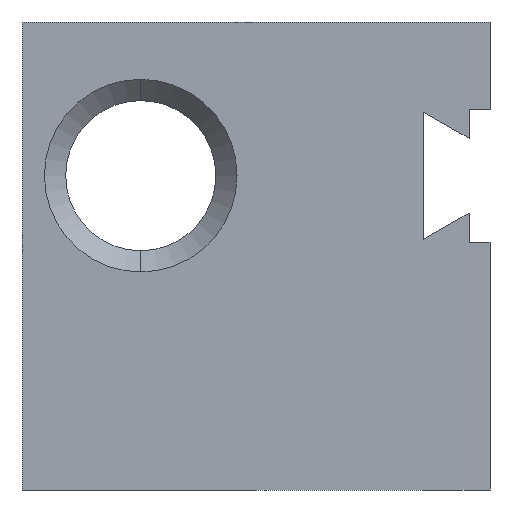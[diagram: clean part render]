
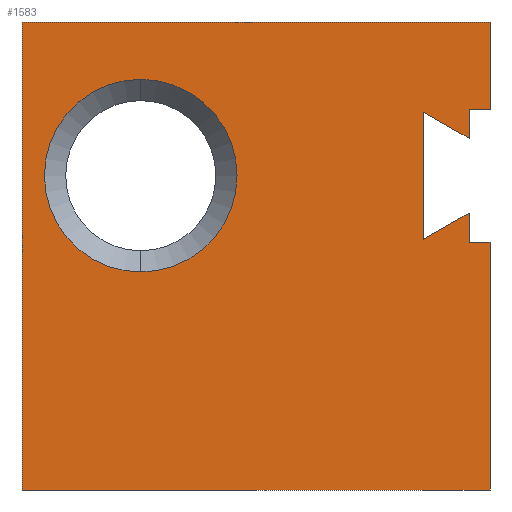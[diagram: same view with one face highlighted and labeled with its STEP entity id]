
A CAD part, left-side view. The second image highlights one B-rep face of the part: STEP entity #1583.
In plain terms, the highlighted planar face has unit normal (-1, 0, 0).
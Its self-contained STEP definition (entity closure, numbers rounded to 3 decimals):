
#35 = AXIS2_PLACEMENT_3D ( 'NONE', #1059, #1038, #1039 ) ;
#84 = FACE_BOUND ( 'NONE', #1217, .T. ) ;
#102 = FACE_OUTER_BOUND ( 'NONE', #1258, .T. ) ;
#106 = CARTESIAN_POINT ( 'NONE',  ( -33.5, 0., 21. ) ) ;
#112 = CARTESIAN_POINT ( 'NONE',  ( -33.5, 50., -2.29 ) ) ;
#114 = CARTESIAN_POINT ( 'NONE',  ( -33.5, 50., 25.29 ) ) ;
#148 = CARTESIAN_POINT ( 'NONE',  ( -33.5, 3., 2. ) ) ;
#152 = CARTESIAN_POINT ( 'NONE',  ( -33.5, 9.5, 2.4 ) ) ;
#154 = CARTESIAN_POINT ( 'NONE',  ( -33.5, 9.5, 20.6 ) ) ;
#202 = EDGE_CURVE ( 'NONE', #962, #1025, #343, .T. ) ;
#204 = EDGE_CURVE ( 'NONE', #990, #819, #494, .T. ) ;
#217 = EDGE_CURVE ( 'NONE', #819, #992, #405, .T. ) ;
#218 = EDGE_CURVE ( 'NONE', #992, #789, #420, .T. ) ;
#219 = EDGE_CURVE ( 'NONE', #975, #1022, #361, .T. ) ;
#220 = EDGE_CURVE ( 'NONE', #967, #789, #517, .T. ) ;
#221 = EDGE_CURVE ( 'NONE', #1025, #990, #402, .T. ) ;
#222 = EDGE_CURVE ( 'NONE', #808, #962, #515, .T. ) ;
#223 = EDGE_CURVE ( 'NONE', #843, #957, #472, .T. ) ;
#224 = EDGE_CURVE ( 'NONE', #957, #865, #386, .T. ) ;
#225 = EDGE_CURVE ( 'NONE', #978, #865, #503, .T. ) ;
#226 = EDGE_CURVE ( 'NONE', #978, #808, #471, .T. ) ;
#231 = EDGE_CURVE ( 'NONE', #843, #967, #467, .T. ) ;
#256 = AXIS2_PLACEMENT_3D ( 'NONE', #1120, #1117, #1093 ) ;
#300 = EDGE_CURVE ( 'NONE', #1022, #975, #388, .T. ) ;
#343 = LINE ( 'NONE', #1467, #487 ) ;
#361 = CIRCLE ( 'NONE', #256, 13.79 ) ;
#362 = VECTOR ( 'NONE', #1098, 1000. ) ;
#377 = VECTOR ( 'NONE', #1091, 1000. ) ;
#386 = LINE ( 'NONE', #1094, #481 ) ;
#388 = CIRCLE ( 'NONE', #35, 13.79 ) ;
#402 = LINE ( 'NONE', #1095, #538 ) ;
#405 = LINE ( 'NONE', #1446, #362 ) ;
#420 = LINE ( 'NONE', #1458, #377 ) ;
#424 = VECTOR ( 'NONE', #1505, 1000. ) ;
#467 = LINE ( 'NONE', #1104, #492 ) ;
#468 = VECTOR ( 'NONE', #1111, 1000. ) ;
#471 = LINE ( 'NONE', #1115, #468 ) ;
#472 = LINE ( 'NONE', #1121, #474 ) ;
#474 = VECTOR ( 'NONE', #1105, 1000. ) ;
#481 = VECTOR ( 'NONE', #1123, 1000. ) ;
#487 = VECTOR ( 'NONE', #1498, 1000. ) ;
#492 = VECTOR ( 'NONE', #1128, 1000. ) ;
#494 = LINE ( 'NONE', #1448, #424 ) ;
#497 = VECTOR ( 'NONE', #1138, 1000. ) ;
#500 = VECTOR ( 'NONE', #1132, 1000. ) ;
#503 = LINE ( 'NONE', #1112, #497 ) ;
#515 = LINE ( 'NONE', #1113, #500 ) ;
#517 = LINE ( 'NONE', #1129, #583 ) ;
#538 = VECTOR ( 'NONE', #1133, 1000. ) ;
#583 = VECTOR ( 'NONE', #1092, 1000. ) ;
#612 = DIRECTION ( 'NONE',  ( 1., 0., 0. ) ) ;
#616 = CARTESIAN_POINT ( 'NONE',  ( -33.5, 67., 33.5 ) ) ;
#619 = DIRECTION ( 'NONE',  ( 0., 0., -1. ) ) ;
#786 = ORIENTED_EDGE ( 'NONE', *, *, #202, .F. ) ;
#789 = VERTEX_POINT ( 'NONE', #1041 ) ;
#800 = ORIENTED_EDGE ( 'NONE', *, *, #204, .F. ) ;
#808 = VERTEX_POINT ( 'NONE', #1049 ) ;
#819 = VERTEX_POINT ( 'NONE', #1069 ) ;
#836 = ORIENTED_EDGE ( 'NONE', *, *, #226, .F. ) ;
#843 = VERTEX_POINT ( 'NONE', #1048 ) ;
#864 = ORIENTED_EDGE ( 'NONE', *, *, #221, .F. ) ;
#865 = VERTEX_POINT ( 'NONE', #1057 ) ;
#891 = AXIS2_PLACEMENT_3D ( 'NONE', #616, #612, #619 ) ;
#957 = VERTEX_POINT ( 'NONE', #1040 ) ;
#962 = VERTEX_POINT ( 'NONE', #1086 ) ;
#967 = VERTEX_POINT ( 'NONE', #1071 ) ;
#975 = VERTEX_POINT ( 'NONE', #112 ) ;
#978 = VERTEX_POINT ( 'NONE', #106 ) ;
#990 = VERTEX_POINT ( 'NONE', #152 ) ;
#992 = VERTEX_POINT ( 'NONE', #148 ) ;
#1022 = VERTEX_POINT ( 'NONE', #114 ) ;
#1025 = VERTEX_POINT ( 'NONE', #154 ) ;
#1038 = DIRECTION ( 'NONE',  ( 1., 0., 0. ) ) ;
#1039 = DIRECTION ( 'NONE',  ( 0., 0., -1. ) ) ;
#1040 = CARTESIAN_POINT ( 'NONE',  ( -33.5, 67., 33.5 ) ) ;
#1041 = CARTESIAN_POINT ( 'NONE',  ( -33.5, 0., 2. ) ) ;
#1048 = CARTESIAN_POINT ( 'NONE',  ( -33.5, 67., -33.5 ) ) ;
#1049 = CARTESIAN_POINT ( 'NONE',  ( -33.5, 3., 21. ) ) ;
#1057 = CARTESIAN_POINT ( 'NONE',  ( -33.5, 0., 33.5 ) ) ;
#1059 = CARTESIAN_POINT ( 'NONE',  ( -33.5, 50., 11.5 ) ) ;
#1069 = CARTESIAN_POINT ( 'NONE',  ( -33.5, 3., 6.153 ) ) ;
#1071 = CARTESIAN_POINT ( 'NONE',  ( -33.5, 0., -33.5 ) ) ;
#1086 = CARTESIAN_POINT ( 'NONE',  ( -33.5, 3., 16.847 ) ) ;
#1091 = DIRECTION ( 'NONE',  ( 0., -1., 0. ) ) ;
#1092 = DIRECTION ( 'NONE',  ( 0., 0., 1. ) ) ;
#1093 = DIRECTION ( 'NONE',  ( 0., 0., -1. ) ) ;
#1094 = CARTESIAN_POINT ( 'NONE',  ( -33.5, 67., 33.5 ) ) ;
#1095 = CARTESIAN_POINT ( 'NONE',  ( -33.5, 9.5, 2.4 ) ) ;
#1098 = DIRECTION ( 'NONE',  ( 0., 0., -1. ) ) ;
#1104 = CARTESIAN_POINT ( 'NONE',  ( -33.5, 67., -33.5 ) ) ;
#1105 = DIRECTION ( 'NONE',  ( 0., 0., 1. ) ) ;
#1111 = DIRECTION ( 'NONE',  ( 0., 1., 0. ) ) ;
#1112 = CARTESIAN_POINT ( 'NONE',  ( -33.5, 0., 33.5 ) ) ;
#1113 = CARTESIAN_POINT ( 'NONE',  ( -33.5, 3., 16.847 ) ) ;
#1115 = CARTESIAN_POINT ( 'NONE',  ( -33.5, 3., 21. ) ) ;
#1117 = DIRECTION ( 'NONE',  ( 1., 0., 0. ) ) ;
#1120 = CARTESIAN_POINT ( 'NONE',  ( -33.5, 50., 11.5 ) ) ;
#1121 = CARTESIAN_POINT ( 'NONE',  ( -33.5, 67., 33.5 ) ) ;
#1123 = DIRECTION ( 'NONE',  ( 0., -1., 0. ) ) ;
#1128 = DIRECTION ( 'NONE',  ( 0., -1., 0. ) ) ;
#1129 = CARTESIAN_POINT ( 'NONE',  ( -33.5, 0., 33.5 ) ) ;
#1132 = DIRECTION ( 'NONE',  ( 0., 0., -1. ) ) ;
#1133 = DIRECTION ( 'NONE',  ( 0., 0., -1. ) ) ;
#1138 = DIRECTION ( 'NONE',  ( 0., 0., 1. ) ) ;
#1158 = PLANE ( 'NONE',  #891 ) ;
#1217 = EDGE_LOOP ( 'NONE', ( #1344, #1428 ) ) ;
#1258 = EDGE_LOOP ( 'NONE', ( #1423, #1337, #1363, #800, #864, #786, #1367, #836, #1419, #1388, #1330, #1318 ) ) ;
#1318 = ORIENTED_EDGE ( 'NONE', *, *, #231, .T. ) ;
#1330 = ORIENTED_EDGE ( 'NONE', *, *, #223, .F. ) ;
#1337 = ORIENTED_EDGE ( 'NONE', *, *, #218, .F. ) ;
#1344 = ORIENTED_EDGE ( 'NONE', *, *, #300, .T. ) ;
#1363 = ORIENTED_EDGE ( 'NONE', *, *, #217, .F. ) ;
#1367 = ORIENTED_EDGE ( 'NONE', *, *, #222, .F. ) ;
#1388 = ORIENTED_EDGE ( 'NONE', *, *, #224, .F. ) ;
#1419 = ORIENTED_EDGE ( 'NONE', *, *, #225, .T. ) ;
#1423 = ORIENTED_EDGE ( 'NONE', *, *, #220, .T. ) ;
#1428 = ORIENTED_EDGE ( 'NONE', *, *, #219, .T. ) ;
#1446 = CARTESIAN_POINT ( 'NONE',  ( -33.5, 3., 6.153 ) ) ;
#1448 = CARTESIAN_POINT ( 'NONE',  ( -33.5, 9.5, 2.4 ) ) ;
#1458 = CARTESIAN_POINT ( 'NONE',  ( -33.5, 3., 2. ) ) ;
#1467 = CARTESIAN_POINT ( 'NONE',  ( -33.5, 9.5, 20.6 ) ) ;
#1498 = DIRECTION ( 'NONE',  ( 0., 0.866, 0.5 ) ) ;
#1505 = DIRECTION ( 'NONE',  ( 0., -0.866, 0.5 ) ) ;
#1583 = ADVANCED_FACE ( 'NONE', ( #84, #102 ), #1158, .F. ) ;
